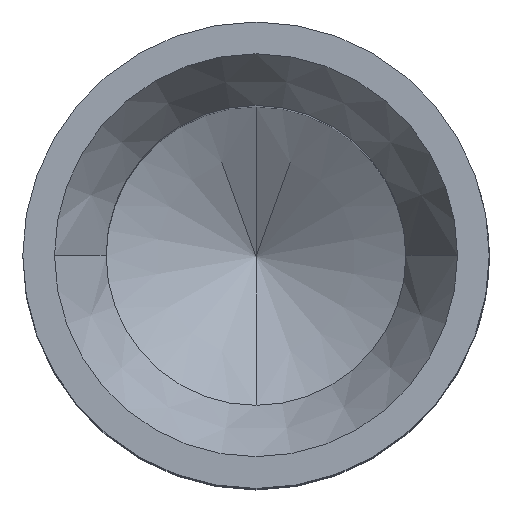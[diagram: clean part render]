
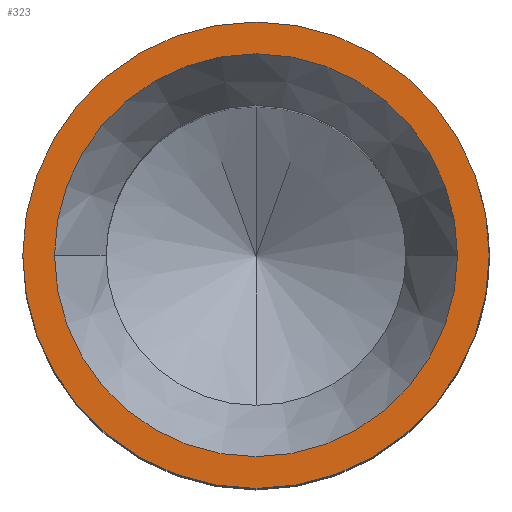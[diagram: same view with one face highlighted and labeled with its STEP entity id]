
A CAD part, top view. The second image highlights one B-rep face of the part: STEP entity #323.
In plain terms, the highlighted planar face has unit normal (0, 0, 1).
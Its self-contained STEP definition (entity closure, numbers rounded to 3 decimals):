
#41=FACE_BOUND('',#580,.T.);
#42=FACE_BOUND('',#581,.T.);
#130=PLANE('',#2013);
#323=ADVANCED_FACE('',(#41,#42),#130,.T.);
#580=EDGE_LOOP('',(#855,#856));
#581=EDGE_LOOP('',(#857,#858));
#713=CIRCLE('',#2007,1.75);
#714=CIRCLE('',#2009,1.75);
#715=CIRCLE('',#2011,1.512);
#716=CIRCLE('',#2012,1.512);
#855=ORIENTED_EDGE('',*,*,#1626,.F.);
#856=ORIENTED_EDGE('',*,*,#1627,.T.);
#857=ORIENTED_EDGE('',*,*,#1622,.F.);
#858=ORIENTED_EDGE('',*,*,#1625,.T.);
#1424=VERTEX_POINT('',#2849);
#1425=VERTEX_POINT('',#2850);
#1426=VERTEX_POINT('',#2857);
#1427=VERTEX_POINT('',#2858);
#1622=EDGE_CURVE('',#1424,#1425,#713,.T.);
#1625=EDGE_CURVE('',#1424,#1425,#714,.T.);
#1626=EDGE_CURVE('',#1426,#1427,#715,.T.);
#1627=EDGE_CURVE('',#1426,#1427,#716,.T.);
#2007=AXIS2_PLACEMENT_3D('',#2848,#2262,#2263);
#2009=AXIS2_PLACEMENT_3D('',#2854,#2268,#2269);
#2011=AXIS2_PLACEMENT_3D('',#2856,#2272,#2273);
#2012=AXIS2_PLACEMENT_3D('',#2859,#2274,#2275);
#2013=AXIS2_PLACEMENT_3D('',#2860,#2276,#2277);
#2262=DIRECTION('',(0.,0.,-1.));
#2263=DIRECTION('',(-1.,0.,0.));
#2268=DIRECTION('',(0.,0.,1.));
#2269=DIRECTION('',(-1.,0.,0.));
#2272=DIRECTION('',(0.,0.,1.));
#2273=DIRECTION('',(-1.,0.,0.));
#2274=DIRECTION('',(0.,0.,-1.));
#2275=DIRECTION('',(-1.,0.,0.));
#2276=DIRECTION('',(0.,0.,1.));
#2277=DIRECTION('',(-1.,0.,0.));
#2848=CARTESIAN_POINT('',(0.,0.,11.518));
#2849=CARTESIAN_POINT('',(-1.75,0.,11.518));
#2850=CARTESIAN_POINT('',(1.75,0.,11.518));
#2854=CARTESIAN_POINT('',(0.,0.,11.518));
#2856=CARTESIAN_POINT('',(0.,0.,11.518));
#2857=CARTESIAN_POINT('',(-1.512,0.,11.518));
#2858=CARTESIAN_POINT('',(1.512,0.,11.518));
#2859=CARTESIAN_POINT('',(0.,0.,11.518));
#2860=CARTESIAN_POINT('',(0.,0.,11.518));
